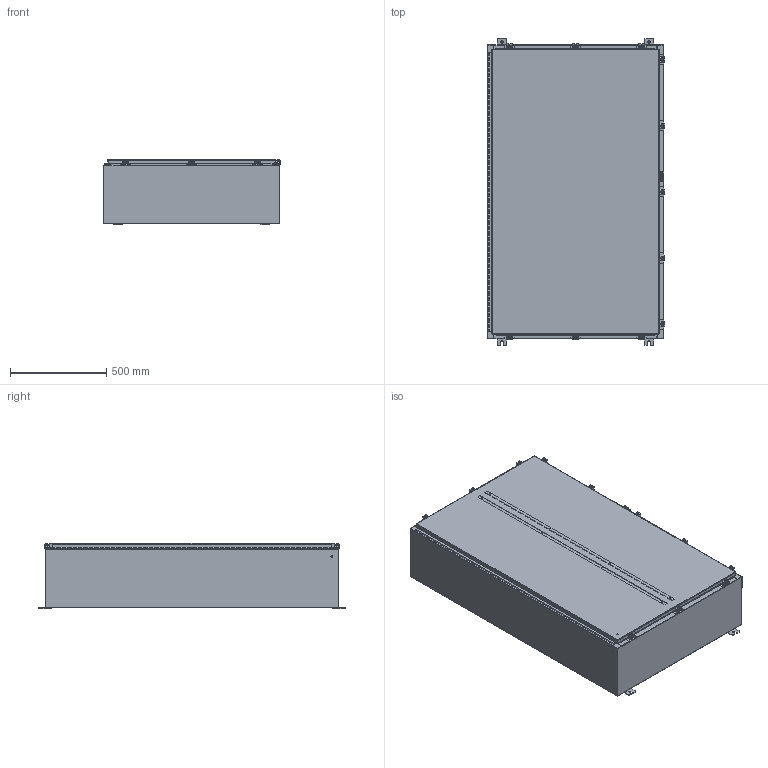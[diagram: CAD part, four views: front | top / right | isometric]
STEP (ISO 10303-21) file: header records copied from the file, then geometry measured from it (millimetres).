
FILE_DESCRIPTION (( 'STEP AP203' ), '1' );
FILE_NAME ('N60H3612WP.STEP', '2014-03-24T23:03:14', ( 'changeme' ), ( 'Microsoft' ), 'SwSTEP 2.0', 'SolidWorks 2013', '' );
FILE_SCHEMA (( 'CONFIG_CONTROL_DESIGN' ));
Length unit declared in the file: inch
Products named in the file (23): N60H3612SSWP Mounting Feet; N60H3612WP; N60H3612SSWP Clamp Top; Quarter-20 CD Stud; N60H3612SSWP Clamp Assembly; N60H3612SSWP Door Stiffener; N60H3612SSWP Standard Clamps; N60H3612SSWP Padlock Staple; N60H3612SSWP Backpanel; N60H3612SSWP Cover; N60H3612SSWP Padlock Hasp; N60H3612SSWP Mounting Studs; N60H3612SSWP Body; N60H3612SSWP Enclosure Stiffener; N60H3612SSWP Hinge Enclosure Side2; N60H3612SSWP Bottom; N60H3612SSWP Clamp Bracket; N60H3612SSWP Hinge Cover Side; N60H3612SSWP Top; N60H3612SSWP 22101002; N60H3612SSWP 125 Pin Hinge; 10_30 CD Stud; N60H3612SSWP 22104005_DEFAULT
Assembly tree (52 placements, depth 4):
  N60H3612WP
    N60H3612SSWP Backpanel
    N60H3612SSWP Mounting Studs  x8
    N60H3612SSWP 125 Pin Hinge
      N60H3612SSWP Hinge Enclosure Side2
      N60H3612SSWP Hinge Cover Side
    N60H3612SSWP Mounting Feet  x4
    Quarter-20 CD Stud  x2
    N60H3612SSWP Door Stiffener
    N60H3612SSWP Padlock Staple
    N60H3612SSWP Padlock Hasp
    N60H3612SSWP Enclosure Stiffener  x2
    N60H3612SSWP Standard Clamps  x11
      N60H3612SSWP Clamp Bracket
      N60H3612SSWP Clamp Assembly
        N60H3612SSWP 22101002  x2
        N60H3612SSWP 22104005_DEFAULT
        N60H3612SSWP Clamp Top
    N60H3612SSWP Cover
    N60H3612SSWP Body
    N60H3612SSWP Bottom
    N60H3612SSWP Top
    10_30 CD Stud  x8
Bounding box: 919.75 x 1587.5 x 340.07 mm (x, y, z)
Volume: 13045980.6 mm3; surface area: 12809194.5 mm2
Topology: 89 solids, 89 shells, 3554 faces, 8910 edges, 5590 vertices
Faces by surface type: plane 1796, cylinder 1506, cone 118, torus 110, bspline 24
Entity records: 64473 total; most frequent: CARTESIAN_POINT 11197, DIRECTION 10994, ORIENTED_EDGE 10252, EDGE_CURVE 5126, AXIS2_PLACEMENT_3D 3863, LINE 3268, VECTOR 3268, VERTEX_POINT 3164
